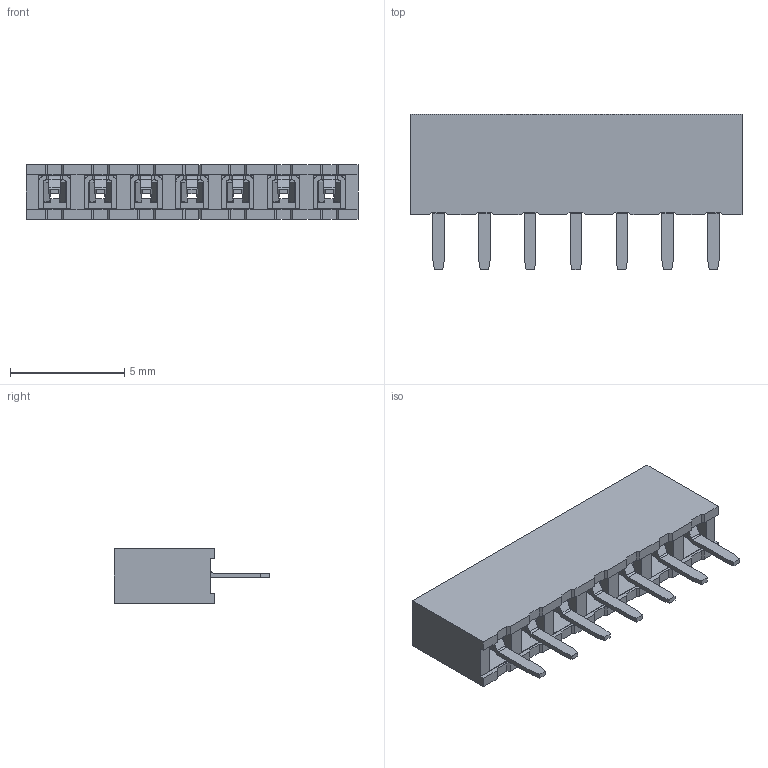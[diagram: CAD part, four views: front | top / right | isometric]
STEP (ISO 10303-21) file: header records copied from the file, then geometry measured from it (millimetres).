
FILE_DESCRIPTION (( 'STEP AP214' ), '1' );
FILE_NAME ('Sullins NPPN071BFCN-RC.STEP', '2016-04-07T20:49:43', ( '' ), ( '' ), 'SwSTEP 2.0', 'SolidWorks 2015', '' );
FILE_SCHEMA (( 'AUTOMOTIVE_DESIGN' ));
Length unit declared in the file: millimetre
Products named in the file (1): Sullins NPPN071BFCN-RC
Bounding box: 14.5 x 6.8 x 2.4 mm (x, y, z)
Volume: 105.2 mm3; surface area: 481.4 mm2
Topology: 1 solids, 1 shells, 703 faces, 1949 edges, 1234 vertices
Faces by surface type: plane 444, cylinder 217, bspline 42
Entity records: 31540 total; most frequent: CARTESIAN_POINT 5945, ORIENTED_EDGE 3898, DIRECTION 3455, EDGE_CURVE 1949, LINE 1487, VECTOR 1487, VERTEX_POINT 1234, AXIS2_PLACEMENT_3D 984
